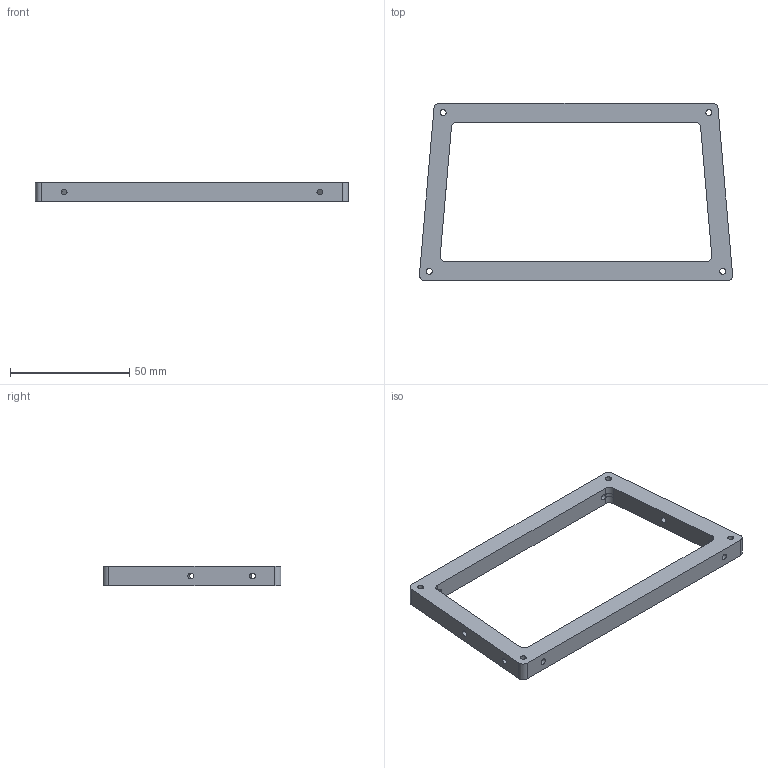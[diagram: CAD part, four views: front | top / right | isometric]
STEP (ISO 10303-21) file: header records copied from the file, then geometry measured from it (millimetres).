
FILE_DESCRIPTION (( 'STEP AP203' ), '1' );
FILE_NAME ('minitaur-chassis-middle-plate-plastic-cover_Default_sldprt.STEP', '2016-11-29T01:07:08', ( 'Alexander' ), ( '' ), 'SwSTEP 2.0', 'SolidWorks 2015', '' );
FILE_SCHEMA (( 'CONFIG_CONTROL_DESIGN' ));
Length unit declared in the file: millimetre
Products named in the file (1): minitaur-chassis-middle-plate-plastic-cover_Default_sldprt
Bounding box: 131.54 x 74.71 x 8 mm (x, y, z)
Volume: 23132.1 mm3; surface area: 12368.4 mm2
Topology: 1 solids, 1 shells, 53 faces, 163 edges, 106 vertices
Faces by surface type: cylinder 39, plane 10, bspline 4
Entity records: 2186 total; most frequent: CARTESIAN_POINT 581, ORIENTED_EDGE 326, DIRECTION 323, EDGE_CURVE 163, AXIS2_PLACEMENT_3D 128, VERTEX_POINT 106, CIRCLE 78, EDGE_LOOP 73
